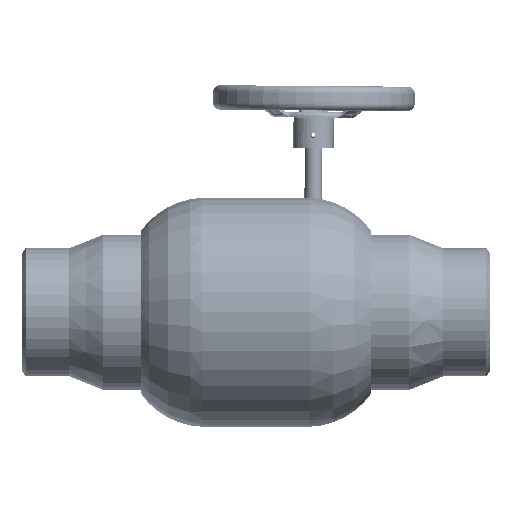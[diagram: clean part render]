
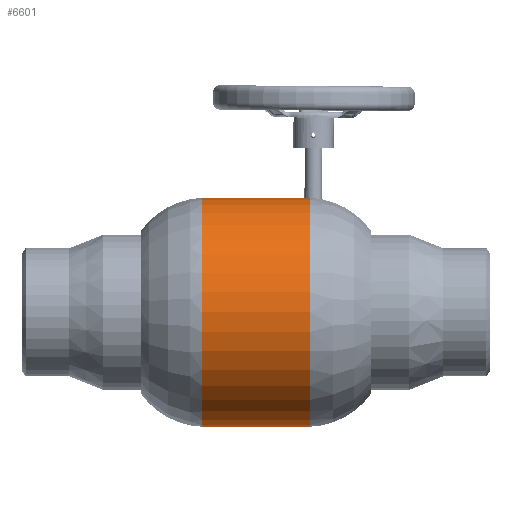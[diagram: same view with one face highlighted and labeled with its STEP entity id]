
A CAD part, front view. The second image highlights one B-rep face of the part: STEP entity #6601.
In plain terms, the highlighted cylindrical face has radius 79.5 mm (diameter 159 mm), a partial arc.
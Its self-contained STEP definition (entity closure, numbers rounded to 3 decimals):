
#3087 = AXIS2_PLACEMENT_3D ( 'NONE', #137227, #47421, #5722 ) ;
#5018 = VERTEX_POINT ( 'NONE', #80385 ) ;
#5722 = DIRECTION ( 'NONE',  ( 0., 0., 1. ) ) ;
#6601 = ADVANCED_FACE ( 'NONE', ( #28358 ), #127008, .T. ) ;
#7659 = DIRECTION ( 'NONE',  ( -1., 0., 0. ) ) ;
#20254 = VERTEX_POINT ( 'NONE', #72774 ) ;
#20795 = DIRECTION ( 'NONE',  ( 0., 0., 1. ) ) ;
#22265 = EDGE_CURVE ( 'NONE', #20254, #110599, #58535, .T. ) ;
#28358 = FACE_OUTER_BOUND ( 'NONE', #102418, .T. ) ;
#37649 = VECTOR ( 'NONE', #84315, 1000. ) ;
#39238 = EDGE_CURVE ( 'NONE', #53438, #5018, #113285, .T. ) ;
#45630 = AXIS2_PLACEMENT_3D ( 'NONE', #63941, #7659, #20795 ) ;
#47421 = DIRECTION ( 'NONE',  ( -1., 0., 0. ) ) ;
#49099 = VECTOR ( 'NONE', #140268, 1000. ) ;
#51317 = DIRECTION ( 'NONE',  ( -1., 0., 0. ) ) ;
#53351 = LINE ( 'NONE', #54061, #49099 ) ;
#53438 = VERTEX_POINT ( 'NONE', #128973 ) ;
#54061 = CARTESIAN_POINT ( 'NONE',  ( 0., 0., -79.5 ) ) ;
#58535 = CIRCLE ( 'NONE', #102839, 79.5 ) ;
#59560 = LINE ( 'NONE', #95286, #37649 ) ;
#60498 = ORIENTED_EDGE ( 'NONE', *, *, #129519, .T. ) ;
#61460 = EDGE_CURVE ( 'NONE', #53438, #20254, #53351, .T. ) ;
#63941 = CARTESIAN_POINT ( 'NONE',  ( 37.5, 0., 0. ) ) ;
#72774 = CARTESIAN_POINT ( 'NONE',  ( -37.5, 0., -79.5 ) ) ;
#80385 = CARTESIAN_POINT ( 'NONE',  ( 37.5, 0., 79.5 ) ) ;
#84315 = DIRECTION ( 'NONE',  ( -1., 0., 0. ) ) ;
#86841 = ORIENTED_EDGE ( 'NONE', *, *, #22265, .F. ) ;
#91317 = ORIENTED_EDGE ( 'NONE', *, *, #61460, .F. ) ;
#95286 = CARTESIAN_POINT ( 'NONE',  ( 0., 0., 79.5 ) ) ;
#102418 = EDGE_LOOP ( 'NONE', ( #91317, #126372, #60498, #86841 ) ) ;
#102839 = AXIS2_PLACEMENT_3D ( 'NONE', #119927, #51317, #119201 ) ;
#110599 = VERTEX_POINT ( 'NONE', #117002 ) ;
#113285 = CIRCLE ( 'NONE', #45630, 79.5 ) ;
#117002 = CARTESIAN_POINT ( 'NONE',  ( -37.5, 0., 79.5 ) ) ;
#119201 = DIRECTION ( 'NONE',  ( 0., 0., 1. ) ) ;
#119927 = CARTESIAN_POINT ( 'NONE',  ( -37.5, 0., 0. ) ) ;
#126372 = ORIENTED_EDGE ( 'NONE', *, *, #39238, .T. ) ;
#127008 = CYLINDRICAL_SURFACE ( 'NONE', #3087, 79.5 ) ;
#128973 = CARTESIAN_POINT ( 'NONE',  ( 37.5, 0., -79.5 ) ) ;
#129519 = EDGE_CURVE ( 'NONE', #5018, #110599, #59560, .T. ) ;
#137227 = CARTESIAN_POINT ( 'NONE',  ( 0., 0., 0. ) ) ;
#140268 = DIRECTION ( 'NONE',  ( -1., 0., 0. ) ) ;
